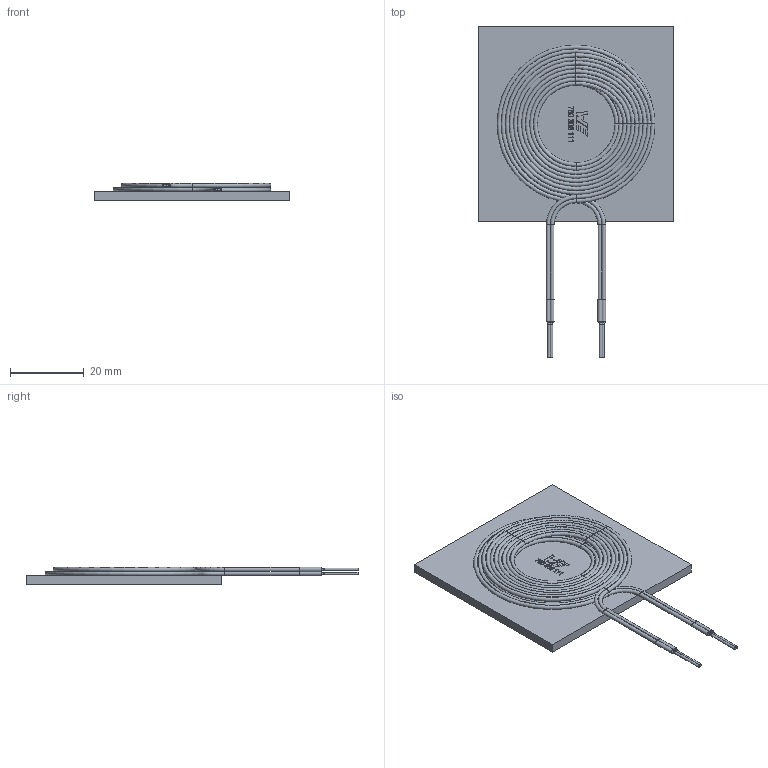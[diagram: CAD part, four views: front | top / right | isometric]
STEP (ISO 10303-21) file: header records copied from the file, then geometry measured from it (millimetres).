
FILE_DESCRIPTION( ( 'Unknown' ), '1' );
FILE_NAME( '760308111_A11.stp', 'Unknown', ( 'Unknown' ), ( 'Unknown' ), 'PSStep 16.0.42', 'Unknown', ' ' );
FILE_SCHEMA( ( 'AUTOMOTIVE_DESIGN { 1 0 10303 214 1 1 1 1 }' ) );
Length unit declared in the file: millimetre
Products named in the file (3): Assem1; Ferrite_Shielding; turns
Assembly tree (2 placements, depth 2):
  Assem1
    Ferrite_Shielding
    turns
Bounding box: 53.3 x 90.3 x 4.77 mm (x, y, z)
Volume: 8952.5 mm3; surface area: 11968.6 mm2
Topology: 2 solids, 2 shells, 219 faces, 504 edges, 305 vertices
Faces by surface type: plane 84, torus 56, bspline 38, extrusion 21, cylinder 20
Entity records: 13913 total; most frequent: CARTESIAN_POINT 7564, ORIENTED_EDGE 964, DIRECTION 851, EDGE_CURVE 482, AXIS2_PLACEMENT_3D 339, VERTEX_POINT 307, EDGE_LOOP 256, FACE_OUTER_BOUND 234
